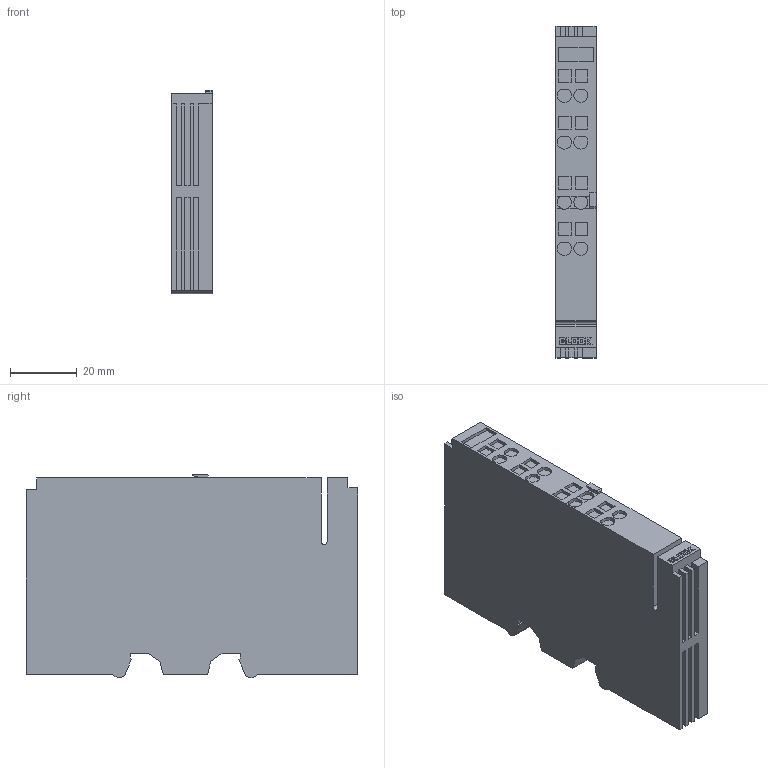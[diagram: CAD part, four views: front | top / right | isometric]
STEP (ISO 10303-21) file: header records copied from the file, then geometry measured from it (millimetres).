
FILE_DESCRIPTION (( 'STEP AP214' ), '1' );
FILE_NAME ('225176.STEP', '2020-09-09T09:28:46', ( '' ), ( '' ), 'SwSTEP 2.0', 'SolidWorks 2018', '' );
FILE_SCHEMA (( 'AUTOMOTIVE_DESIGN' ));
Length unit declared in the file: millimetre
Products named in the file (1): 225176
Bounding box: 12 x 99.3 x 60.9 mm (x, y, z)
Volume: 66337.7 mm3; surface area: 18025.8 mm2
Topology: 1 solids, 1 shells, 298 faces, 813 edges, 542 vertices
Faces by surface type: plane 279, cylinder 19
Entity records: 9293 total; most frequent: CARTESIAN_POINT 1666, ORIENTED_EDGE 1626, DIRECTION 1449, EDGE_CURVE 813, LINE 767, VECTOR 767, VERTEX_POINT 542, AXIS2_PLACEMENT_3D 341
